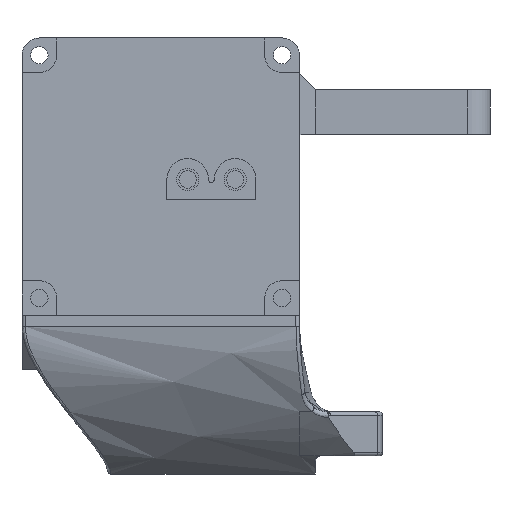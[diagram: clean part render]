
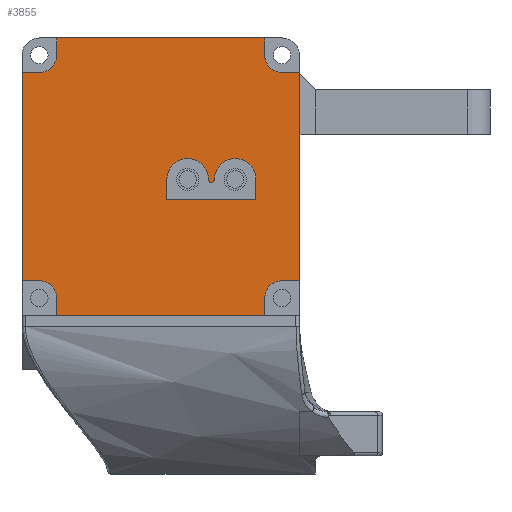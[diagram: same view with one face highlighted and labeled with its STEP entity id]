
A CAD part, front view. The second image highlights one B-rep face of the part: STEP entity #3855.
In plain terms, the highlighted planar face has unit normal (0, -1, 0).
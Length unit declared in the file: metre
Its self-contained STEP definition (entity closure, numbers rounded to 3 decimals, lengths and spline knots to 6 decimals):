
#294=CIRCLE('',#4146,0.003);
#295=CIRCLE('',#4147,0.000425);
#296=CIRCLE('',#4148,0.003);
#297=CIRCLE('',#4149,0.0025);
#298=CIRCLE('',#4150,0.0025);
#299=CIRCLE('',#4151,0.0025);
#300=CIRCLE('',#4152,0.0025);
#623=ORIENTED_EDGE('',*,*,#1748,.T.);
#624=ORIENTED_EDGE('',*,*,#1749,.T.);
#625=ORIENTED_EDGE('',*,*,#1750,.F.);
#626=ORIENTED_EDGE('',*,*,#1751,.F.);
#627=ORIENTED_EDGE('',*,*,#1752,.F.);
#628=ORIENTED_EDGE('',*,*,#1753,.F.);
#629=ORIENTED_EDGE('',*,*,#1754,.F.);
#630=ORIENTED_EDGE('',*,*,#1755,.T.);
#631=ORIENTED_EDGE('',*,*,#1724,.T.);
#632=ORIENTED_EDGE('',*,*,#1756,.F.);
#633=ORIENTED_EDGE('',*,*,#1757,.F.);
#634=ORIENTED_EDGE('',*,*,#1758,.T.);
#635=ORIENTED_EDGE('',*,*,#1652,.T.);
#636=ORIENTED_EDGE('',*,*,#1759,.T.);
#637=ORIENTED_EDGE('',*,*,#1588,.T.);
#638=ORIENTED_EDGE('',*,*,#1760,.F.);
#639=ORIENTED_EDGE('',*,*,#1761,.F.);
#640=ORIENTED_EDGE('',*,*,#1762,.T.);
#641=ORIENTED_EDGE('',*,*,#1763,.T.);
#642=ORIENTED_EDGE('',*,*,#1764,.F.);
#643=ORIENTED_EDGE('',*,*,#1765,.F.);
#644=ORIENTED_EDGE('',*,*,#1766,.T.);
#645=ORIENTED_EDGE('',*,*,#1660,.T.);
#646=ORIENTED_EDGE('',*,*,#1767,.F.);
#1588=EDGE_CURVE('',#2158,#2159,#2516,.T.);
#1652=EDGE_CURVE('',#2219,#2218,#2565,.T.);
#1660=EDGE_CURVE('',#2227,#2226,#2573,.T.);
#1724=EDGE_CURVE('',#2280,#2279,#2616,.T.);
#1748=EDGE_CURVE('',#2302,#2303,#2628,.T.);
#1749=EDGE_CURVE('',#2303,#2304,#2629,.T.);
#1750=EDGE_CURVE('',#2305,#2304,#294,.F.);
#1751=EDGE_CURVE('',#2306,#2305,#295,.T.);
#1752=EDGE_CURVE('',#2307,#2306,#296,.F.);
#1753=EDGE_CURVE('',#2302,#2307,#2630,.T.);
#1754=EDGE_CURVE('',#2308,#2309,#297,.T.);
#1755=EDGE_CURVE('',#2308,#2280,#2631,.T.);
#1756=EDGE_CURVE('',#2310,#2279,#2632,.T.);
#1757=EDGE_CURVE('',#2311,#2310,#298,.T.);
#1758=EDGE_CURVE('',#2311,#2219,#2633,.T.);
#1759=EDGE_CURVE('',#2218,#2158,#2634,.T.);
#1760=EDGE_CURVE('',#2312,#2159,#2635,.T.);
#1761=EDGE_CURVE('',#2313,#2312,#299,.T.);
#1762=EDGE_CURVE('',#2313,#2314,#2636,.T.);
#1763=EDGE_CURVE('',#2314,#2315,#2637,.T.);
#1764=EDGE_CURVE('',#2316,#2315,#2638,.T.);
#1765=EDGE_CURVE('',#2317,#2316,#300,.T.);
#1766=EDGE_CURVE('',#2317,#2227,#2639,.T.);
#1767=EDGE_CURVE('',#2309,#2226,#2640,.T.);
#2158=VERTEX_POINT('',#5609);
#2159=VERTEX_POINT('',#5610);
#2218=VERTEX_POINT('',#5741);
#2219=VERTEX_POINT('',#5743);
#2226=VERTEX_POINT('',#5758);
#2227=VERTEX_POINT('',#5760);
#2279=VERTEX_POINT('',#5927);
#2280=VERTEX_POINT('',#5929);
#2302=VERTEX_POINT('',#5977);
#2303=VERTEX_POINT('',#5978);
#2304=VERTEX_POINT('',#5980);
#2305=VERTEX_POINT('',#5982);
#2306=VERTEX_POINT('',#5984);
#2307=VERTEX_POINT('',#5986);
#2308=VERTEX_POINT('',#5989);
#2309=VERTEX_POINT('',#5990);
#2310=VERTEX_POINT('',#5993);
#2311=VERTEX_POINT('',#5995);
#2312=VERTEX_POINT('',#5999);
#2313=VERTEX_POINT('',#6001);
#2314=VERTEX_POINT('',#6003);
#2315=VERTEX_POINT('',#6005);
#2316=VERTEX_POINT('',#6007);
#2317=VERTEX_POINT('',#6009);
#2516=LINE('',#5608,#2816);
#2565=LINE('',#5742,#2865);
#2573=LINE('',#5759,#2873);
#2616=LINE('',#5928,#2916);
#2628=LINE('',#5976,#2928);
#2629=LINE('',#5979,#2929);
#2630=LINE('',#5987,#2930);
#2631=LINE('',#5991,#2931);
#2632=LINE('',#5992,#2932);
#2633=LINE('',#5996,#2933);
#2634=LINE('',#5997,#2934);
#2635=LINE('',#5998,#2935);
#2636=LINE('',#6002,#2936);
#2637=LINE('',#6004,#2937);
#2638=LINE('',#6006,#2938);
#2639=LINE('',#6010,#2939);
#2640=LINE('',#6011,#2940);
#2816=VECTOR('',#4463,1.);
#2865=VECTOR('',#4552,1.);
#2873=VECTOR('',#4562,1.);
#2916=VECTOR('',#4647,1.);
#2928=VECTOR('',#4687,1.);
#2929=VECTOR('',#4688,1.);
#2930=VECTOR('',#4695,1.);
#2931=VECTOR('',#4698,1.);
#2932=VECTOR('',#4699,1.);
#2933=VECTOR('',#4702,1.);
#2934=VECTOR('',#4703,1.);
#2935=VECTOR('',#4704,1.);
#2936=VECTOR('',#4707,1.);
#2937=VECTOR('',#4708,1.);
#2938=VECTOR('',#4709,1.);
#2939=VECTOR('',#4712,1.);
#2940=VECTOR('',#4713,1.);
#3144=EDGE_LOOP('',(#623,#624,#625,#626,#627,#628));
#3145=EDGE_LOOP('',(#629,#630,#631,#632,#633,#634,#635,#636,#637,#638,#639,
#640,#641,#642,#643,#644,#645,#646));
#3457=FACE_BOUND('',#3144,.T.);
#3458=FACE_BOUND('',#3145,.T.);
#3743=PLANE('',#4145);
#3855=ADVANCED_FACE('',(#3457,#3458),#3743,.T.);
#4145=AXIS2_PLACEMENT_3D('',#5975,#4685,#4686);
#4146=AXIS2_PLACEMENT_3D('',#5981,#4689,#4690);
#4147=AXIS2_PLACEMENT_3D('',#5983,#4691,#4692);
#4148=AXIS2_PLACEMENT_3D('',#5985,#4693,#4694);
#4149=AXIS2_PLACEMENT_3D('',#5988,#4696,#4697);
#4150=AXIS2_PLACEMENT_3D('',#5994,#4700,#4701);
#4151=AXIS2_PLACEMENT_3D('',#6000,#4705,#4706);
#4152=AXIS2_PLACEMENT_3D('',#6008,#4710,#4711);
#4463=DIRECTION('',(0.,0.,1.));
#4552=DIRECTION('',(0.,0.,1.));
#4562=DIRECTION('',(0.,0.,-1.));
#4647=DIRECTION('',(1.,0.,0.));
#4685=DIRECTION('',(0.,-1.,0.));
#4686=DIRECTION('',(1.,0.,0.));
#4687=DIRECTION('',(-1.,0.,0.));
#4688=DIRECTION('',(0.,0.,1.));
#4689=DIRECTION('',(0.,1.,0.));
#4690=DIRECTION('',(0.,0.,1.));
#4691=DIRECTION('',(0.,1.,0.));
#4692=DIRECTION('',(0.,0.,1.));
#4693=DIRECTION('',(0.,1.,0.));
#4694=DIRECTION('',(0.,0.,1.));
#4695=DIRECTION('',(0.,0.,1.));
#4696=DIRECTION('',(0.,-1.,0.));
#4697=DIRECTION('',(0.,0.,-1.));
#4698=DIRECTION('',(0.,0.,-1.));
#4699=DIRECTION('',(0.,0.,-1.));
#4700=DIRECTION('',(0.,-1.,0.));
#4701=DIRECTION('',(0.,0.,-1.));
#4702=DIRECTION('',(1.,0.,0.));
#4703=DIRECTION('',(0.,0.,1.));
#4704=DIRECTION('',(1.,0.,0.));
#4705=DIRECTION('',(0.,-1.,0.));
#4706=DIRECTION('',(0.,0.,-1.));
#4707=DIRECTION('',(0.,0.,1.));
#4708=DIRECTION('',(-1.,0.,0.));
#4709=DIRECTION('',(0.,0.,1.));
#4710=DIRECTION('',(0.,-1.,0.));
#4711=DIRECTION('',(0.,0.,-1.));
#4712=DIRECTION('',(-1.,0.,0.));
#4713=DIRECTION('',(-1.,0.,0.));
#5608=CARTESIAN_POINT('',(0.106025,0.149927,-0.00615));
#5609=CARTESIAN_POINT('',(0.106025,0.149927,0.008731));
#5610=CARTESIAN_POINT('',(0.106025,0.149927,0.00885));
#5741=CARTESIAN_POINT('',(0.106025,0.149927,-0.000254));
#5742=CARTESIAN_POINT('',(0.106025,0.149927,-0.00615));
#5743=CARTESIAN_POINT('',(0.106025,0.149927,-0.02115));
#5758=CARTESIAN_POINT('',(0.066025,0.149927,-0.02115));
#5759=CARTESIAN_POINT('',(0.066025,0.149927,-0.00615));
#5760=CARTESIAN_POINT('',(0.066025,0.149927,0.00885));
#5927=CARTESIAN_POINT('',(0.101025,0.149927,-0.02615));
#5928=CARTESIAN_POINT('',(0.086025,0.149927,-0.02615));
#5929=CARTESIAN_POINT('',(0.071025,0.149927,-0.02615));
#5975=CARTESIAN_POINT('',(0.099363,0.149927,-0.00615));
#5976=CARTESIAN_POINT('',(0.093331,0.149927,-0.0095));
#5977=CARTESIAN_POINT('',(0.099756,0.149927,-0.0095));
#5978=CARTESIAN_POINT('',(0.086906,0.149927,-0.0095));
#5979=CARTESIAN_POINT('',(0.086906,0.149927,-0.008025));
#5980=CARTESIAN_POINT('',(0.086906,0.149927,-0.00655));
#5981=CARTESIAN_POINT('',(0.089906,0.149927,-0.00655));
#5982=CARTESIAN_POINT('',(0.092906,0.149927,-0.00655));
#5983=CARTESIAN_POINT('',(0.093331,0.149927,-0.00655));
#5984=CARTESIAN_POINT('',(0.093756,0.149927,-0.00655));
#5985=CARTESIAN_POINT('',(0.096756,0.149927,-0.00655));
#5986=CARTESIAN_POINT('',(0.099756,0.149927,-0.00655));
#5987=CARTESIAN_POINT('',(0.099756,0.149927,-0.008025));
#5988=CARTESIAN_POINT('',(0.068525,0.149927,-0.02365));
#5989=CARTESIAN_POINT('',(0.071025,0.149927,-0.02365));
#5990=CARTESIAN_POINT('',(0.068525,0.149927,-0.02115));
#5991=CARTESIAN_POINT('',(0.071025,0.149927,-0.0249));
#5992=CARTESIAN_POINT('',(0.101025,0.149927,-0.0249));
#5993=CARTESIAN_POINT('',(0.101025,0.149927,-0.02365));
#5994=CARTESIAN_POINT('',(0.103525,0.149927,-0.02365));
#5995=CARTESIAN_POINT('',(0.103525,0.149927,-0.02115));
#5996=CARTESIAN_POINT('',(0.104775,0.149927,-0.02115));
#5997=CARTESIAN_POINT('',(0.106025,0.149927,-0.00615));
#5998=CARTESIAN_POINT('',(0.104775,0.149927,0.00885));
#5999=CARTESIAN_POINT('',(0.103525,0.149927,0.00885));
#6000=CARTESIAN_POINT('',(0.103525,0.149927,0.01135));
#6001=CARTESIAN_POINT('',(0.101025,0.149927,0.01135));
#6002=CARTESIAN_POINT('',(0.101025,0.149927,0.0126));
#6003=CARTESIAN_POINT('',(0.101025,0.149927,0.01385));
#6004=CARTESIAN_POINT('',(0.086025,0.149927,0.01385));
#6005=CARTESIAN_POINT('',(0.071025,0.149927,0.01385));
#6006=CARTESIAN_POINT('',(0.071025,0.149927,0.0126));
#6007=CARTESIAN_POINT('',(0.071025,0.149927,0.01135));
#6008=CARTESIAN_POINT('',(0.068525,0.149927,0.01135));
#6009=CARTESIAN_POINT('',(0.068525,0.149927,0.00885));
#6010=CARTESIAN_POINT('',(0.067275,0.149927,0.00885));
#6011=CARTESIAN_POINT('',(0.067275,0.149927,-0.02115));
